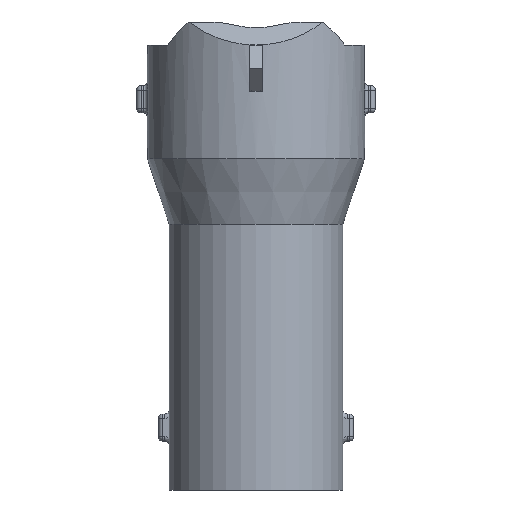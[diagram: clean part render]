
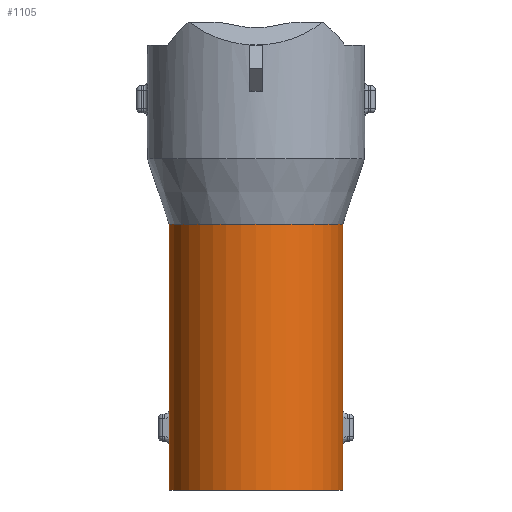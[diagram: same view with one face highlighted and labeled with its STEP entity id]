
A CAD part, front view. The second image highlights one B-rep face of the part: STEP entity #1105.
In plain terms, the highlighted cylindrical face has radius 8 mm (diameter 16 mm), a full revolution.
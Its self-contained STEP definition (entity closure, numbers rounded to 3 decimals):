
#74=LINE('',#2059,#131);
#87=LINE('',#2168,#144);
#89=LINE('',#2351,#146);
#90=LINE('',#2352,#147);
#131=VECTOR('',#1484,10.);
#144=VECTOR('',#1531,10.);
#146=VECTOR('',#1601,8.);
#147=VECTOR('',#1602,8.);
#175=CIRCLE('',#1139,8.);
#177=CIRCLE('',#1141,8.);
#212=CIRCLE('',#1216,8.);
#216=CIRCLE('',#1222,8.);
#234=CIRCLE('',#1257,8.);
#257=CYLINDRICAL_SURFACE('',#1261,8.);
#327=FACE_OUTER_BOUND('',#399,.T.);
#399=EDGE_LOOP('',(#1000,#1001,#1002,#1003,#1004,#1005,#1006,#1007,#1008,
#1009,#1010,#1011,#1012,#1013,#1014));
#437=B_SPLINE_CURVE_WITH_KNOTS('',3,(#2194,#2195,#2196,#2197,#2198,#2199,
#2200,#2201,#2202,#2203),.UNSPECIFIED.,.F.,.F.,(4,2,2,2,4),(-0.054,
-0.053,-0.034,-0.015,0.),
 .UNSPECIFIED.);
#438=B_SPLINE_CURVE_WITH_KNOTS('',3,(#2235,#2236,#2237,#2238,#2239,#2240,
#2241,#2242,#2243,#2244,#2245,#2246),.UNSPECIFIED.,.F.,.F.,(4,2,2,2,2,4),
(-0.065,-0.057,-0.039,-0.019,
0.,0.),.UNSPECIFIED.);
#439=B_SPLINE_CURVE_WITH_KNOTS('',3,(#2281,#2282,#2283,#2284,#2285,#2286,
#2287,#2288,#2289,#2290),.UNSPECIFIED.,.F.,.F.,(4,2,2,2,4),(-0.054,
-0.053,-0.034,-0.015,0.),
 .UNSPECIFIED.);
#440=B_SPLINE_CURVE_WITH_KNOTS('',3,(#2323,#2324,#2325,#2326,#2327,#2328,
#2329,#2330,#2331,#2332,#2333,#2334),.UNSPECIFIED.,.F.,.F.,(4,2,2,2,2,4),
(-0.065,-0.057,-0.039,-0.019,
0.,0.),.UNSPECIFIED.);
#456=VERTEX_POINT('',#1755);
#457=VERTEX_POINT('',#1756);
#502=VERTEX_POINT('',#2055);
#504=VERTEX_POINT('',#2058);
#512=VERTEX_POINT('',#2077);
#513=VERTEX_POINT('',#2100);
#519=VERTEX_POINT('',#2118);
#521=VERTEX_POINT('',#2126);
#525=VERTEX_POINT('',#2158);
#529=VERTEX_POINT('',#2166);
#530=VERTEX_POINT('',#2342);
#556=EDGE_CURVE('',#456,#457,#175,.T.);
#559=EDGE_CURVE('',#457,#456,#177,.T.);
#640=EDGE_CURVE('',#504,#502,#74,.T.);
#650=EDGE_CURVE('',#512,#513,#212,.T.);
#659=EDGE_CURVE('',#521,#519,#216,.T.);
#668=EDGE_CURVE('',#525,#529,#87,.T.);
#669=EDGE_CURVE('',#504,#521,#437,.F.);
#674=EDGE_CURVE('',#519,#529,#438,.F.);
#681=EDGE_CURVE('',#525,#512,#439,.F.);
#686=EDGE_CURVE('',#513,#502,#440,.F.);
#689=EDGE_CURVE('',#530,#530,#234,.T.);
#693=EDGE_CURVE('',#457,#529,#89,.T.);
#694=EDGE_CURVE('',#525,#530,#90,.T.);
#1000=ORIENTED_EDGE('',*,*,#556,.T.);
#1001=ORIENTED_EDGE('',*,*,#693,.T.);
#1002=ORIENTED_EDGE('',*,*,#674,.F.);
#1003=ORIENTED_EDGE('',*,*,#659,.F.);
#1004=ORIENTED_EDGE('',*,*,#669,.F.);
#1005=ORIENTED_EDGE('',*,*,#640,.T.);
#1006=ORIENTED_EDGE('',*,*,#686,.F.);
#1007=ORIENTED_EDGE('',*,*,#650,.F.);
#1008=ORIENTED_EDGE('',*,*,#681,.F.);
#1009=ORIENTED_EDGE('',*,*,#694,.T.);
#1010=ORIENTED_EDGE('',*,*,#689,.F.);
#1011=ORIENTED_EDGE('',*,*,#694,.F.);
#1012=ORIENTED_EDGE('',*,*,#668,.T.);
#1013=ORIENTED_EDGE('',*,*,#693,.F.);
#1014=ORIENTED_EDGE('',*,*,#559,.T.);
#1105=ADVANCED_FACE('',(#327),#257,.T.);
#1139=AXIS2_PLACEMENT_3D('',#1757,#1305,#1306);
#1141=AXIS2_PLACEMENT_3D('',#1761,#1310,#1311);
#1216=AXIS2_PLACEMENT_3D('',#2101,#1500,#1501);
#1222=AXIS2_PLACEMENT_3D('',#2149,#1514,#1515);
#1257=AXIS2_PLACEMENT_3D('',#2343,#1590,#1591);
#1261=AXIS2_PLACEMENT_3D('',#2350,#1599,#1600);
#1305=DIRECTION('center_axis',(0.,0.,-1.));
#1306=DIRECTION('ref_axis',(-1.,0.,0.));
#1310=DIRECTION('center_axis',(0.,0.,-1.));
#1311=DIRECTION('ref_axis',(-1.,0.,0.));
#1484=DIRECTION('',(0.,0.,-1.));
#1500=DIRECTION('center_axis',(0.,0.,1.));
#1501=DIRECTION('ref_axis',(0.,1.,0.));
#1514=DIRECTION('center_axis',(0.,0.,-1.));
#1515=DIRECTION('ref_axis',(0.,1.,0.));
#1531=DIRECTION('',(0.,0.,1.));
#1590=DIRECTION('center_axis',(0.,0.,-1.));
#1591=DIRECTION('ref_axis',(-1.,0.,0.));
#1599=DIRECTION('center_axis',(0.,0.,1.));
#1600=DIRECTION('ref_axis',(-1.,0.,0.));
#1601=DIRECTION('',(0.,0.,-1.));
#1602=DIRECTION('',(0.,0.,-1.));
#1755=CARTESIAN_POINT('',(-8.,-10.,54.));
#1756=CARTESIAN_POINT('',(8.,-10.,54.));
#1757=CARTESIAN_POINT('Origin',(0.,-10.,54.));
#1761=CARTESIAN_POINT('Origin',(0.,-10.,54.));
#2055=CARTESIAN_POINT('',(-8.,-10.,34.297));
#2058=CARTESIAN_POINT('',(-8.,-10.,36.202));
#2059=CARTESIAN_POINT('',(-8.,-10.,39.5));
#2077=CARTESIAN_POINT('',(7.989,-9.579,33.6));
#2100=CARTESIAN_POINT('',(-7.989,-9.579,33.6));
#2101=CARTESIAN_POINT('Origin',(0.,-10.,33.6));
#2118=CARTESIAN_POINT('',(7.989,-9.579,36.9));
#2126=CARTESIAN_POINT('',(-7.989,-9.579,36.9));
#2149=CARTESIAN_POINT('Origin',(0.,-10.,36.9));
#2158=CARTESIAN_POINT('',(8.,-10.,34.298));
#2166=CARTESIAN_POINT('',(8.,-10.,36.203));
#2168=CARTESIAN_POINT('',(8.,-10.,39.5));
#2194=CARTESIAN_POINT('Ctrl Pts',(-7.989,-9.579,36.9));
#2195=CARTESIAN_POINT('Ctrl Pts',(-7.989,-9.58,36.899));
#2196=CARTESIAN_POINT('Ctrl Pts',(-7.989,-9.58,36.899));
#2197=CARTESIAN_POINT('Ctrl Pts',(-7.994,-9.673,36.809));
#2198=CARTESIAN_POINT('Ctrl Pts',(-7.997,-9.773,36.715));
#2199=CARTESIAN_POINT('Ctrl Pts',(-8.,-9.93,36.499));
#2200=CARTESIAN_POINT('Ctrl Pts',(-8.,-9.962,36.412));
#2201=CARTESIAN_POINT('Ctrl Pts',(-8.,-9.992,36.302));
#2202=CARTESIAN_POINT('Ctrl Pts',(-8.,-10.,36.252));
#2203=CARTESIAN_POINT('Ctrl Pts',(-8.,-10.,36.202));
#2235=CARTESIAN_POINT('Ctrl Pts',(8.,-10.,36.203));
#2236=CARTESIAN_POINT('Ctrl Pts',(8.,-10.,36.253));
#2237=CARTESIAN_POINT('Ctrl Pts',(8.,-9.993,36.303));
#2238=CARTESIAN_POINT('Ctrl Pts',(8.,-9.948,36.466));
#2239=CARTESIAN_POINT('Ctrl Pts',(7.999,-9.888,36.557));
#2240=CARTESIAN_POINT('Ctrl Pts',(7.998,-9.812,36.661));
#2241=CARTESIAN_POINT('Ctrl Pts',(7.997,-9.766,36.712));
#2242=CARTESIAN_POINT('Ctrl Pts',(7.993,-9.674,36.807));
#2243=CARTESIAN_POINT('Ctrl Pts',(7.991,-9.627,36.853));
#2244=CARTESIAN_POINT('Ctrl Pts',(7.989,-9.58,36.899));
#2245=CARTESIAN_POINT('Ctrl Pts',(7.989,-9.58,36.899));
#2246=CARTESIAN_POINT('Ctrl Pts',(7.989,-9.579,36.9));
#2281=CARTESIAN_POINT('Ctrl Pts',(7.989,-9.579,33.6));
#2282=CARTESIAN_POINT('Ctrl Pts',(7.989,-9.58,33.601));
#2283=CARTESIAN_POINT('Ctrl Pts',(7.989,-9.58,33.601));
#2284=CARTESIAN_POINT('Ctrl Pts',(7.994,-9.673,33.691));
#2285=CARTESIAN_POINT('Ctrl Pts',(7.997,-9.773,33.785));
#2286=CARTESIAN_POINT('Ctrl Pts',(8.,-9.93,34.001));
#2287=CARTESIAN_POINT('Ctrl Pts',(8.,-9.962,34.088));
#2288=CARTESIAN_POINT('Ctrl Pts',(8.,-9.992,34.198));
#2289=CARTESIAN_POINT('Ctrl Pts',(8.,-10.,34.248));
#2290=CARTESIAN_POINT('Ctrl Pts',(8.,-10.,34.298));
#2323=CARTESIAN_POINT('Ctrl Pts',(-8.,-10.,34.297));
#2324=CARTESIAN_POINT('Ctrl Pts',(-8.,-10.,34.247));
#2325=CARTESIAN_POINT('Ctrl Pts',(-8.,-9.993,34.197));
#2326=CARTESIAN_POINT('Ctrl Pts',(-8.,-9.948,34.034));
#2327=CARTESIAN_POINT('Ctrl Pts',(-7.999,-9.888,33.943));
#2328=CARTESIAN_POINT('Ctrl Pts',(-7.998,-9.812,33.839));
#2329=CARTESIAN_POINT('Ctrl Pts',(-7.997,-9.766,33.788));
#2330=CARTESIAN_POINT('Ctrl Pts',(-7.993,-9.674,33.693));
#2331=CARTESIAN_POINT('Ctrl Pts',(-7.991,-9.627,33.647));
#2332=CARTESIAN_POINT('Ctrl Pts',(-7.989,-9.58,33.601));
#2333=CARTESIAN_POINT('Ctrl Pts',(-7.989,-9.58,33.601));
#2334=CARTESIAN_POINT('Ctrl Pts',(-7.989,-9.579,33.6));
#2342=CARTESIAN_POINT('',(8.,-10.,29.5));
#2343=CARTESIAN_POINT('Origin',(0.,-10.,29.5));
#2350=CARTESIAN_POINT('Origin',(0.,-10.,39.5));
#2351=CARTESIAN_POINT('',(8.,-10.,39.5));
#2352=CARTESIAN_POINT('',(8.,-10.,39.5));
